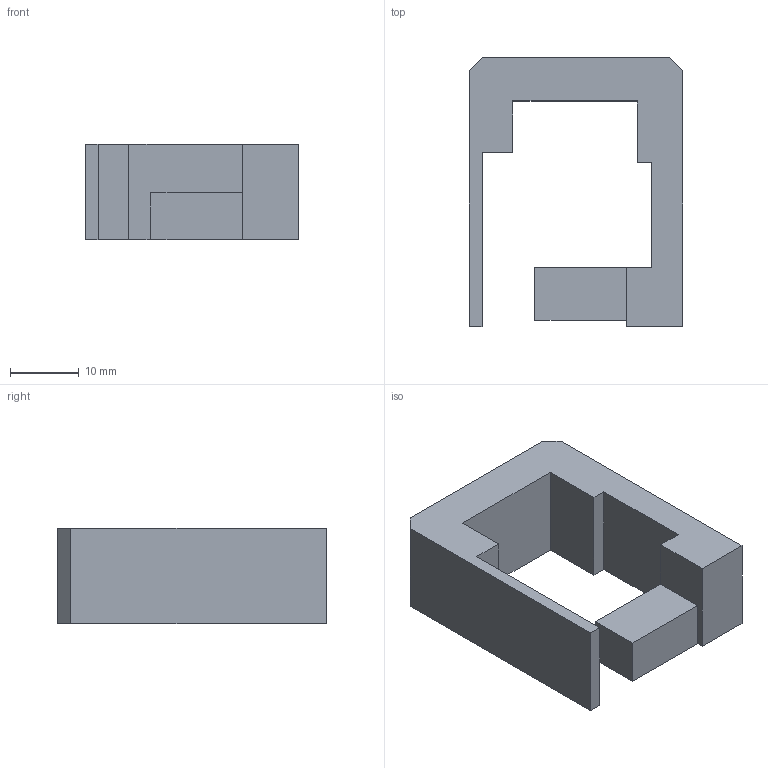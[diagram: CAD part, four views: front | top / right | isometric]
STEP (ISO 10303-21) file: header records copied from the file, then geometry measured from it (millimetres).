
FILE_DESCRIPTION (( 'STEP AP203' ), '1' );
FILE_NAME ('F_001486.STEP', '2022-09-26T11:55:38', ( '' ), ( '' ), 'SwSTEP 2.0', 'SolidWorks 2021', '' );
FILE_SCHEMA (( 'CONFIG_CONTROL_DESIGN' ));
Length unit declared in the file: inch
Products named in the file (1): F_001486
Bounding box: 31 x 39 x 13.8 mm (x, y, z)
Volume: 7373.9 mm3; surface area: 4254.5 mm2
Topology: 1 solids, 1 shells, 21 faces, 57 edges, 38 vertices
Faces by surface type: plane 21
Entity records: 730 total; most frequent: CARTESIAN_POINT 117, ORIENTED_EDGE 114, DIRECTION 101, EDGE_CURVE 57, VECTOR 57, LINE 57, VERTEX_POINT 38, AXIS2_PLACEMENT_3D 22
